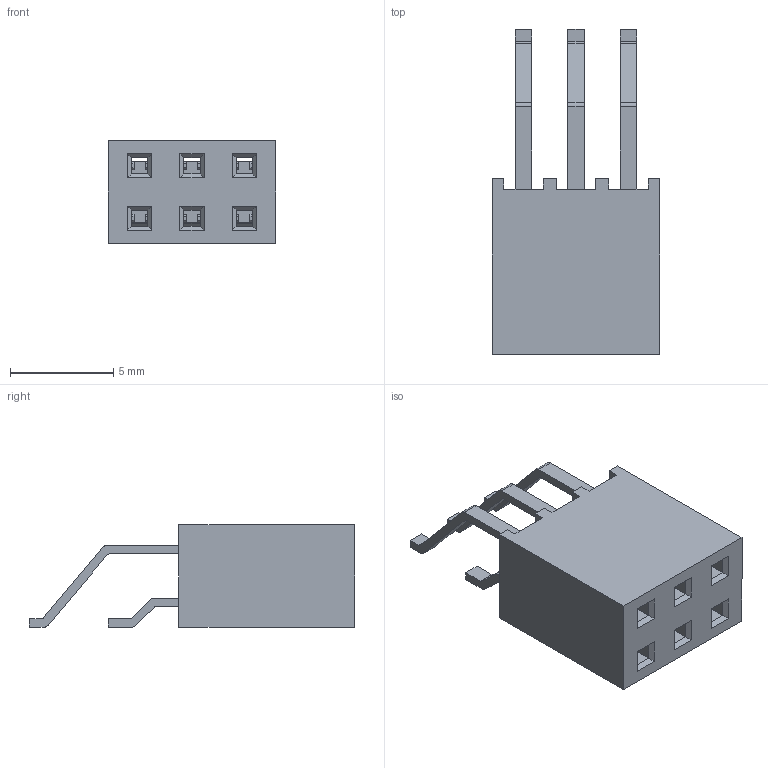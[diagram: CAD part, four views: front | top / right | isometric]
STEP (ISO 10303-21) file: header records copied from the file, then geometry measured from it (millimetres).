
FILE_DESCRIPTION(/* description */ (''),/* implementation_level */ '2;1');
FILE_NAME(/* name */ 'SMH-103-02-T-D.step',/* time_stamp */ '2019-10-10T10:34:50-05:00',/* author */ (''),/* organization */ (''),/* preprocessor_version */ 'ST-DEVELOPER v18',/* originating_system */ 'Autodesk Translation Framework v8.6.0.1094',/* authorisation */ '');
FILE_SCHEMA (('AUTOMOTIVE_DESIGN { 1 0 10303 214 3 1 1 }'));
Length unit declared in the file: inch
Products named in the file (3): SMH-103-02-T-D; _SMH-103-D_socket; _C-08-03-03-D_SMH
Assembly tree (2 placements, depth 2):
  SMH-103-02-T-D
    _SMH-103-D_socket
    _C-08-03-03-D_SMH
Bounding box: 8.13 x 15.75 x 4.95 mm (x, y, z)
Volume: 341.1 mm3; surface area: 739.3 mm2
Topology: 2 solids, 2 shells, 184 faces, 516 edges, 336 vertices
Faces by surface type: plane 160, cylinder 24
Entity records: 6059 total; most frequent: CARTESIAN_POINT 1041, ORIENTED_EDGE 1032, DIRECTION 942, EDGE_CURVE 516, LINE 468, VECTOR 468, VERTEX_POINT 336, AXIS2_PLACEMENT_3D 237
